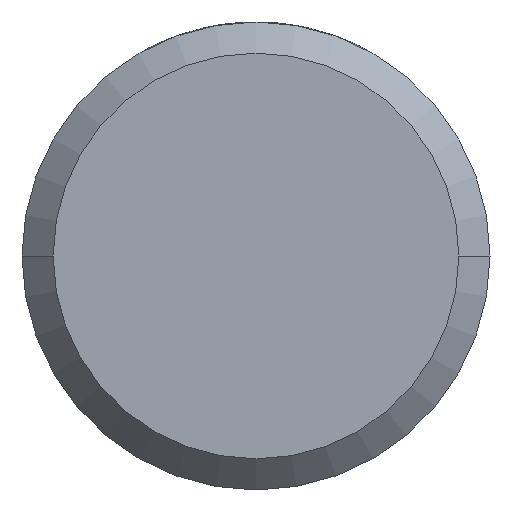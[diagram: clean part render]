
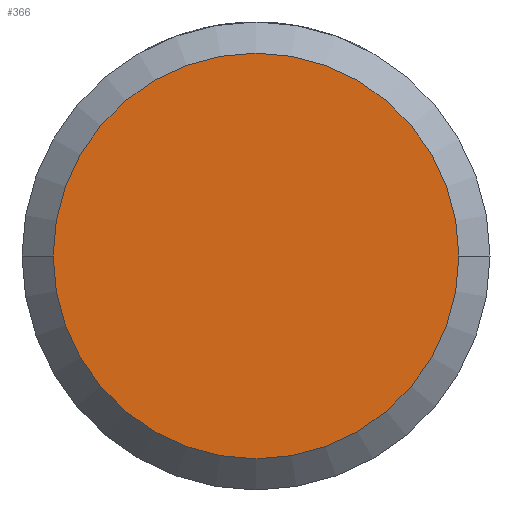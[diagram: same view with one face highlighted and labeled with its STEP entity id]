
A CAD part, front view. The second image highlights one B-rep face of the part: STEP entity #366.
In plain terms, the highlighted planar face has unit normal (0, -1, 0).
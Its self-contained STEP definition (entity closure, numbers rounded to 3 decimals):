
#366 = ADVANCED_FACE ( 'Defeature ausgef�hrt2_5', ( #1799 ), #1099, .F. ) ;
#437 = DIRECTION ( 'NONE',  ( 0., -1., 0. ) ) ;
#523 = DIRECTION ( 'NONE',  ( 0., -1., 0. ) ) ;
#709 = EDGE_LOOP ( 'NONE', ( #2807, #1421 ) ) ;
#792 = VERTEX_POINT ( 'NONE', #1467 ) ;
#1079 = VERTEX_POINT ( 'NONE', #2384 ) ;
#1099 = PLANE ( 'NONE',  #2523 ) ;
#1113 = DIRECTION ( 'NONE',  ( 1., 0., 0. ) ) ;
#1304 = CARTESIAN_POINT ( 'NONE',  ( 0., -40., 0. ) ) ;
#1346 = CARTESIAN_POINT ( 'NONE',  ( 0., -40., -1.5 ) ) ;
#1361 = EDGE_CURVE ( 'Defeature ausgef�hrt2_5+Defeature ausgef�hrt2_15+Defeature ausgef�hrt2_15+Defeature ausgef�hrt2_15', #792, #1079, #2552, .T. ) ;
#1400 = DIRECTION ( 'NONE',  ( 1., 0., 0. ) ) ;
#1421 = ORIENTED_EDGE ( 'NONE', *, *, #1361, .T. ) ;
#1422 = CARTESIAN_POINT ( 'NONE',  ( 0., -40., 0. ) ) ;
#1467 = CARTESIAN_POINT ( 'NONE',  ( -1.3, -40., 0. ) ) ;
#1530 = CIRCLE ( 'NONE', #2914, 1.3 ) ;
#1607 = DIRECTION ( 'NONE',  ( 0., 1., 0. ) ) ;
#1799 = FACE_OUTER_BOUND ( 'NONE', #709, .T. ) ;
#2102 = AXIS2_PLACEMENT_3D ( 'NONE', #1422, #437, #1400 ) ;
#2202 = EDGE_CURVE ( 'Defeature ausgef�hrt2_5+Defeature ausgef�hrt2_15+Defeature ausgef�hrt2_15+Defeature ausgef�hrt2_15', #1079, #792, #1530, .T. ) ;
#2384 = CARTESIAN_POINT ( 'NONE',  ( 1.3, -40., 0. ) ) ;
#2523 = AXIS2_PLACEMENT_3D ( 'NONE', #1346, #1607, #1113 ) ;
#2552 = CIRCLE ( 'NONE', #2102, 1.3 ) ;
#2771 = DIRECTION ( 'NONE',  ( 1., 0., 0. ) ) ;
#2807 = ORIENTED_EDGE ( 'NONE', *, *, #2202, .T. ) ;
#2914 = AXIS2_PLACEMENT_3D ( 'NONE', #1304, #523, #2771 ) ;
